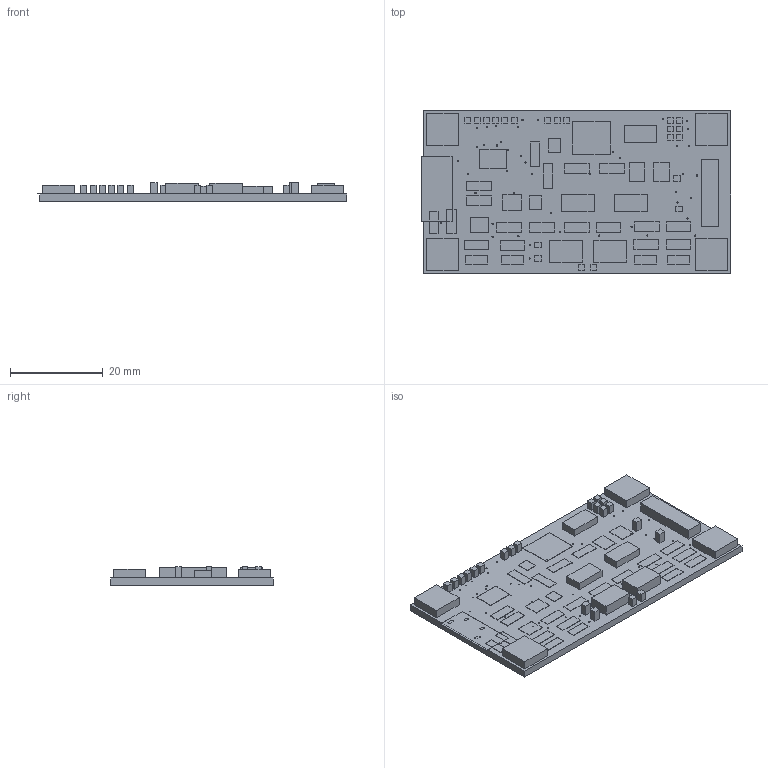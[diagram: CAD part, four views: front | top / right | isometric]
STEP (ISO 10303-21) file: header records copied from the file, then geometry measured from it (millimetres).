
FILE_DESCRIPTION(/* description */ (''),/* implementation_level */ '2;1');
FILE_NAME(/* name */ '2343d095-86aa-4e69-a12f-513f51fa985c.stp',/* time_stamp */ '2022-12-24T04:26:28Z',/* author */ (''),/* organization */ (''),/* preprocessor_version */ 'ST-DEVELOPER v19.2',/* originating_system */ 'Autodesk Translation Framework v11.17.0.187',/* authorisation */ '');
FILE_SCHEMA (('AUTOMOTIVE_DESIGN { 1 0 10303 214 3 1 1 }'));
Length unit declared in the file: millimetre
Products named in the file (16): 2343d095-86aa-4e69-a12f-513f51fa985c; PCB Component; Board; MOUNT-HOLE3.0; 47; 1206.LED; MOMENTARY-SWITCH-SPST-SMD-5.2MM; TEST-POINT3X5; CP2102N-A02-GQFN24QFN24_CP2102N_SIL-M; MMBT3904_R1; AP2111H-3.3TRG1SOT-223_DIO-M; 10103592-0001LF-EK; 1X03_LONGPADS; 1X06_LONGPADS; JUMPER-SMT_2_NC_PASTE_SILK; NPN: BC817
Assembly tree (64 placements, depth 3):
  2343d095-86aa-4e69-a12f-513f51fa985c
    PCB Component
      Board
      MOUNT-HOLE3.0  x4
      47  x17
      1206.LED  x5
      MOMENTARY-SWITCH-SPST-SMD-5.2MM  x2
      TEST-POINT3X5  x17
      CP2102N-A02-GQFN24QFN24_CP2102N_SIL-M
      MMBT3904_R1  x2
      AP2111H-3.3TRG1SOT-223_DIO-M
      10103592-0001LF-EK
      1X03_LONGPADS  x3
      1X06_LONGPADS
      JUMPER-SMT_2_NC_PASTE_SILK  x4
      NPN: BC817  x4
Bounding box: 66.72 x 35.04 x 3.99 mm (x, y, z)
Volume: 4439.9 mm3; surface area: 7648 mm2
Topology: 63 solids, 63 shells, 462 faces, 1008 edges, 672 vertices
Faces by surface type: plane 386, cylinder 76
Full cylindrical faces by diameter (mm): 0.254 x49, 1.118 x15, 3 x4
Entity records: 6351 total; most frequent: DIRECTION 1068, CARTESIAN_POINT 948, ORIENTED_EDGE 840, EDGE_CURVE 420, AXIS2_PLACEMENT_3D 400, EDGE_LOOP 312, VERTEX_POINT 280, LINE 268
